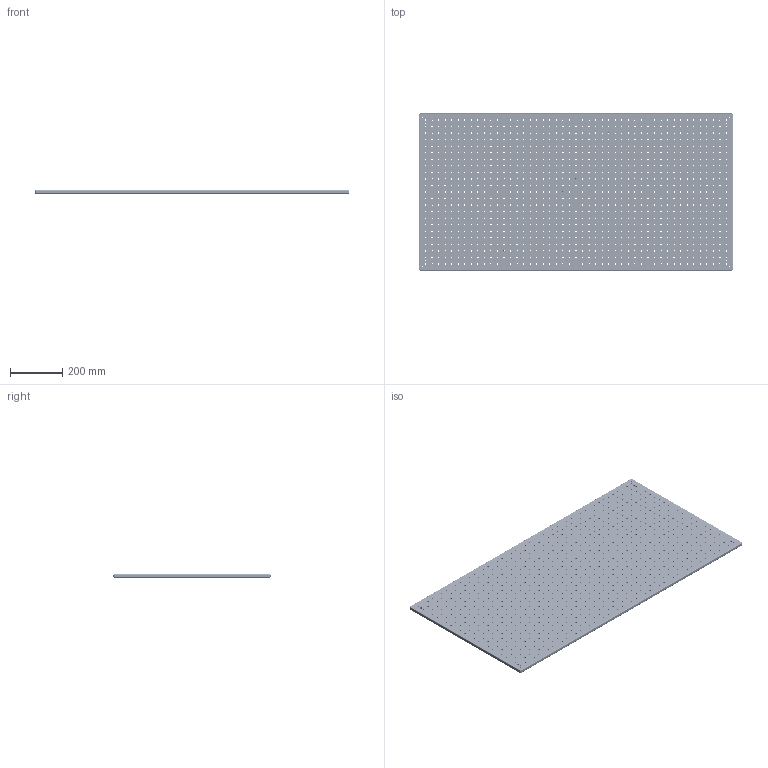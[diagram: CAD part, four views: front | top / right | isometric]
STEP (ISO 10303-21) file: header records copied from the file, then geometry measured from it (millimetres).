
FILE_DESCRIPTION (( 'STEP AP203' ), '1' );
FILE_NAME ('BR0612-1M.STEP', '2016-05-19T09:26:48', ( '' ), ( '' ), 'SwSTEP 2.0', 'SolidWorks 2016', '' );
FILE_SCHEMA (( 'CONFIG_CONTROL_DESIGN' ));
Products named in the file (1): BR0612-1M
Bounding box: 1200 x 600 x 13 mm (x, y, z)
Volume: 9075533.6 mm3; surface area: 1660111.8 mm2
Topology: 1 solids, 1 shells, 2216 faces, 6614 edges, 4404 vertices
Faces by surface type: cylinder 2198, plane 10, torus 8
Entity records: 81687 total; most frequent: DIRECTION 15452, CARTESIAN_POINT 13235, ORIENTED_EDGE 13228, AXIS2_PLACEMENT_3D 6621, EDGE_CURVE 6614, CIRCLE 4404, VERTEX_POINT 4404, EDGE_LOOP 4398
